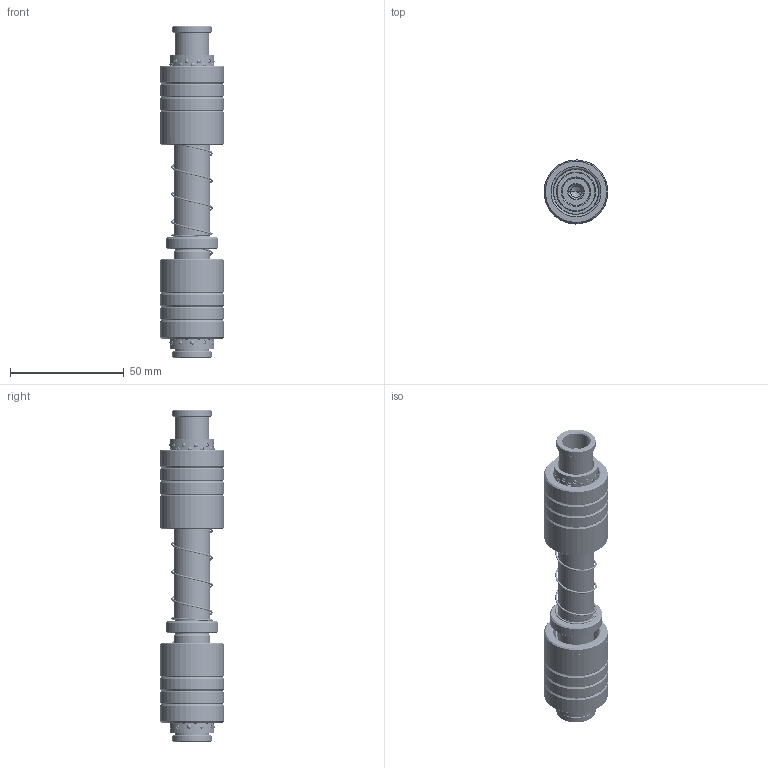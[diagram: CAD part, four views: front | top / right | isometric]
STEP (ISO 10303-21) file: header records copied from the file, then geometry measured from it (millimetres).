
FILE_DESCRIPTION (( 'STEP AP214' ), '1' );
FILE_NAME ('BJGPW BSGPW-D16-LA70-LB30-絳杶BL35.STEP', '2021-09-26T07:09:37', ( 'User' ), ( 'china' ), 'SwSTEP 2.0', 'SolidWorks 2016', '' );
FILE_SCHEMA (( 'AUTOMOTIVE_DESIGN' ));
Length unit declared in the file: millimetre
Products named in the file (10): BJGPW BSGPW-D16-LA70-LB30-絳杶BL35; HWP-B-D18.3-d16.5-L60; HWP-B-D18.3-d16.5-L30; GGTK-D17.3-d15 -20; BSH BJH-D19.7-16.3-L30; BALL-D2; GBBW-D28-d20-L35; GBBW--D28-d20-L35; GPWH-D16-70-30-10
Assembly tree (175 placements, depth 3):
  BJGPW BSGPW-D16-LA70-LB30-絳杶BL35
    GPWH-D16-70-30-10
    GBBW--D28-d20-L35
    GBBW-D28-d20-L35
    BSH BJH-D19.7-16.3-L30  x2
      BSH BJH-D19.7-16.3-L30
      BALL-D2
    GGTK-D17.3-d15 -20  x2
    HWP-B-D18.3-d16.5-L30
    HWP-B-D18.3-d16.5-L60
Bounding box: 27.99 x 27.99 x 146 mm (x, y, z)
Volume: 51321.7 mm3; surface area: 38129 mm2
Topology: 339 solids, 339 shells, 1542 faces, 6524 edges, 4312 vertices
Faces by surface type: sphere 1320, cone 80, cylinder 76, plane 38, torus 16, bspline 12
Entity records: 33072 total; most frequent: CARTESIAN_POINT 18483, ORIENTED_EDGE 2904, DIRECTION 2616, EDGE_CURVE 1452, AXIS2_PLACEMENT_3D 1225, VERTEX_POINT 938, EDGE_LOOP 856, B_SPLINE_CURVE_WITH_KNOTS 748
